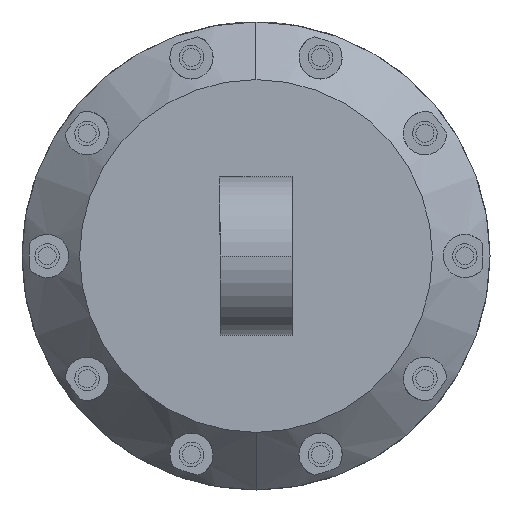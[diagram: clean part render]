
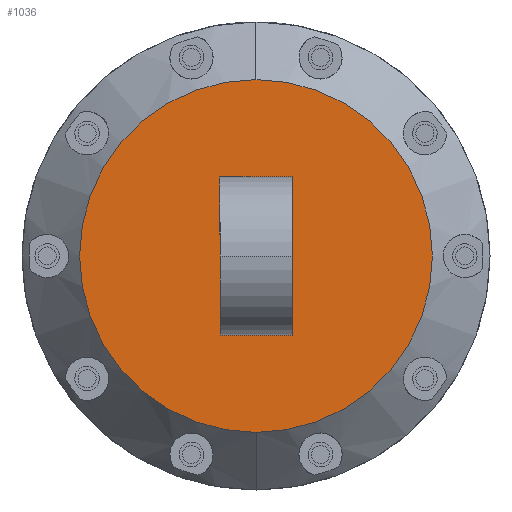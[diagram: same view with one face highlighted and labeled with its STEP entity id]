
A CAD part, left-side view. The second image highlights one B-rep face of the part: STEP entity #1036.
In plain terms, the highlighted planar face has unit normal (-1, 0, 0).
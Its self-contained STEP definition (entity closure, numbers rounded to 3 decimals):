
#74 = CARTESIAN_POINT ( 'NONE',  ( -102.054, -1.087, 178.778 ) ) ;
#377 = CARTESIAN_POINT ( 'NONE',  ( -102.054, -1.087, 203.278 ) ) ;
#400 = ORIENTED_EDGE ( 'NONE', *, *, #1555, .T. ) ;
#433 = EDGE_CURVE ( 'NONE', #4021, #1542, #482, .T. ) ;
#482 = LINE ( 'NONE', #1604, #2208 ) ;
#806 = VERTEX_POINT ( 'NONE', #377 ) ;
#1036 = ADVANCED_FACE ( 'NONE', ( #4482, #5890 ), #4185, .T. ) ;
#1053 = DIRECTION ( 'NONE',  ( -1., 0., 0. ) ) ;
#1239 = DIRECTION ( 'NONE',  ( -1., 0., 0. ) ) ;
#1328 = DIRECTION ( 'NONE',  ( 0., 0., -1. ) ) ;
#1459 = VERTEX_POINT ( 'NONE', #2792 ) ;
#1481 = CIRCLE ( 'NONE', #1821, 24.5 ) ;
#1542 = VERTEX_POINT ( 'NONE', #4499 ) ;
#1555 = EDGE_CURVE ( 'NONE', #1459, #2450, #6143, .T. ) ;
#1604 = CARTESIAN_POINT ( 'NONE',  ( -102.054, 3.913, 178.778 ) ) ;
#1821 = AXIS2_PLACEMENT_3D ( 'NONE', #3826, #1239, #5224 ) ;
#2019 = VECTOR ( 'NONE', #5071, 1000. ) ;
#2060 = CARTESIAN_POINT ( 'NONE',  ( -102.054, -1.087, 154.278 ) ) ;
#2208 = VECTOR ( 'NONE', #3679, 1000. ) ;
#2328 = DIRECTION ( 'NONE',  ( -1., 0., 0. ) ) ;
#2348 = EDGE_CURVE ( 'NONE', #4021, #2450, #5682, .T. ) ;
#2434 = CARTESIAN_POINT ( 'NONE',  ( -102.054, -6.087, 178.778 ) ) ;
#2450 = VERTEX_POINT ( 'NONE', #6742 ) ;
#2662 = CARTESIAN_POINT ( 'NONE',  ( -102.054, -33.587, 178.778 ) ) ;
#2792 = CARTESIAN_POINT ( 'NONE',  ( -102.054, -6.087, 189.778 ) ) ;
#2912 = DIRECTION ( 'NONE',  ( 0., -1., 0. ) ) ;
#3137 = ORIENTED_EDGE ( 'NONE', *, *, #4570, .F. ) ;
#3175 = CIRCLE ( 'NONE', #5863, 24.5 ) ;
#3352 = ORIENTED_EDGE ( 'NONE', *, *, #5777, .T. ) ;
#3415 = LINE ( 'NONE', #3463, #2019 ) ;
#3463 = CARTESIAN_POINT ( 'NONE',  ( -102.054, 3.913, 189.778 ) ) ;
#3487 = DIRECTION ( 'NONE',  ( 0., 0., -1. ) ) ;
#3679 = DIRECTION ( 'NONE',  ( 0., 0., 1. ) ) ;
#3826 = CARTESIAN_POINT ( 'NONE',  ( -102.054, -1.087, 178.778 ) ) ;
#4021 = VERTEX_POINT ( 'NONE', #4221 ) ;
#4185 = PLANE ( 'NONE',  #4517 ) ;
#4221 = CARTESIAN_POINT ( 'NONE',  ( -102.054, 3.913, 167.778 ) ) ;
#4424 = CARTESIAN_POINT ( 'NONE',  ( -102.054, 3.913, 167.778 ) ) ;
#4482 = FACE_OUTER_BOUND ( 'NONE', #5956, .T. ) ;
#4499 = CARTESIAN_POINT ( 'NONE',  ( -102.054, 3.913, 189.778 ) ) ;
#4517 = AXIS2_PLACEMENT_3D ( 'NONE', #2662, #1053, #4665 ) ;
#4570 = EDGE_CURVE ( 'NONE', #1459, #1542, #3415, .T. ) ;
#4665 = DIRECTION ( 'NONE',  ( 0., 0., -1. ) ) ;
#4724 = VECTOR ( 'NONE', #3487, 1000. ) ;
#4887 = EDGE_CURVE ( 'NONE', #5811, #806, #3175, .T. ) ;
#5071 = DIRECTION ( 'NONE',  ( 0., 1., 0. ) ) ;
#5224 = DIRECTION ( 'NONE',  ( 0., 0., -1. ) ) ;
#5509 = VECTOR ( 'NONE', #2912, 1000. ) ;
#5682 = LINE ( 'NONE', #4424, #5509 ) ;
#5777 = EDGE_CURVE ( 'NONE', #806, #5811, #1481, .T. ) ;
#5811 = VERTEX_POINT ( 'NONE', #2060 ) ;
#5863 = AXIS2_PLACEMENT_3D ( 'NONE', #74, #2328, #1328 ) ;
#5890 = FACE_BOUND ( 'NONE', #5919, .T. ) ;
#5919 = EDGE_LOOP ( 'NONE', ( #400, #6409, #5985, #3137 ) ) ;
#5956 = EDGE_LOOP ( 'NONE', ( #3352, #6358 ) ) ;
#5985 = ORIENTED_EDGE ( 'NONE', *, *, #433, .T. ) ;
#6143 = LINE ( 'NONE', #2434, #4724 ) ;
#6358 = ORIENTED_EDGE ( 'NONE', *, *, #4887, .T. ) ;
#6409 = ORIENTED_EDGE ( 'NONE', *, *, #2348, .F. ) ;
#6742 = CARTESIAN_POINT ( 'NONE',  ( -102.054, -6.087, 167.778 ) ) ;
